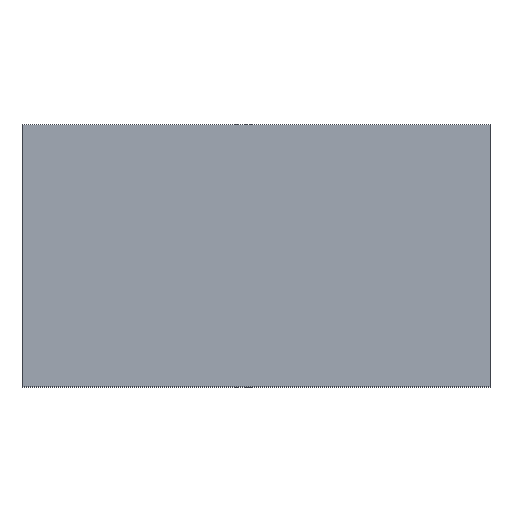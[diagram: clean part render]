
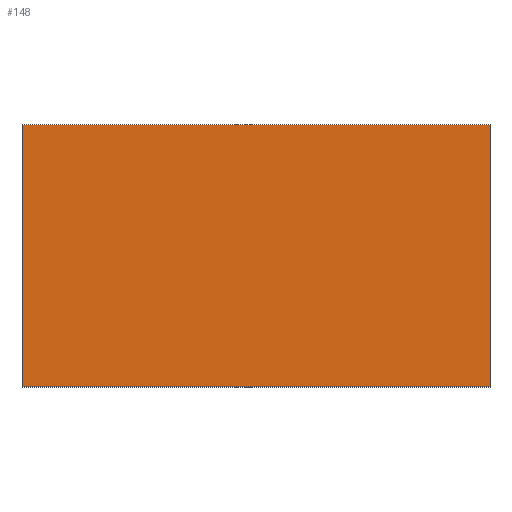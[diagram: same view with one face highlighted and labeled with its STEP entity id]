
A CAD part, top view. The second image highlights one B-rep face of the part: STEP entity #148.
In plain terms, the highlighted planar face has unit normal (0, 0, 1).
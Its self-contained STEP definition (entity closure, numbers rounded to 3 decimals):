
#41=CARTESIAN_POINT('POINT5',(-115.,-60.,15.));
#42=VERTEX_POINT('VERTEX5',#41);
#50=CARTESIAN_POINT('POINT6',(10.,-60.,15.))
   ;
#51=VERTEX_POINT('VERTEX6',#50);
#58=CARTESIAN_POINT('POS8',(-52.5,-60.,15.));
#59=DIRECTION('DIR9',(1.,0.,0.));
#60=VECTOR('VEC7',#59,1.);
#61=LINE('STRAIGHT7',#58,#60);
#62=EDGE_CURVE('EDGE7',#42,#51,#61,.T.);
#72=CARTESIAN_POINT('POINT7',(-115.,10.,15.)
   );
#73=VERTEX_POINT('VERTEX7',#72);
#82=CARTESIAN_POINT('POS11',(-115.,-25.,15.));
#83=DIRECTION('DIR13',(0.,-1.,0.));
#84=VECTOR('VEC9',#83,1.);
#85=LINE('STRAIGHT9',#82,#84);
#86=EDGE_CURVE('EDGE9',#73,#42,#85,.T.);
#96=CARTESIAN_POINT('POINT8',(10.,
   10.,15.));
#97=VERTEX_POINT('VERTEX8',#96);
#106=CARTESIAN_POINT('POS14',(-52.5,10.,15.)
   );
#107=DIRECTION('DIR17',(-1.,0.,0.));
#108=VECTOR('VEC11',#107,1.);
#109=LINE('STRAIGHT11',#106,#108);
#110=EDGE_CURVE('EDGE11',#97,#73,#109,.T.);
#123=CARTESIAN_POINT('POS16',(10.,-25.,15.))
   ;
#124=DIRECTION('DIR20',(0.,1.,0.));
#125=VECTOR('VEC12',#124,1.);
#126=LINE('STRAIGHT12',#123,#125);
#127=EDGE_CURVE('EDGE12',#51,#97,#126,.T.);
#137=ORIENTED_EDGE('COEDGE21',*,*,#127,.T.);
#138=ORIENTED_EDGE('COEDGE22',*,*,#110,.T.);
#139=ORIENTED_EDGE('COEDGE23',*,*,#86,.T.);
#140=ORIENTED_EDGE('COEDGE24',*,*,#62,.T.);
#141=EDGE_LOOP('NONE',(#137,#138,#139,#140));
#142=FACE_BOUND('LOOP1',#141,.T.);
#143=CARTESIAN_POINT('POS18',(-52.5,-25.,15.));
#144=DIRECTION('DIR23',(0.,0.,1.));
#145=DIRECTION('DIR24',(1.,0.,0.));
#146=AXIS2_PLACEMENT_3D('AXIS6',#143,#144,#145);
#147=PLANE('PLANE6',#146);
#148=ADVANCED_FACE('FACE6',(#142),#147,.T.);
